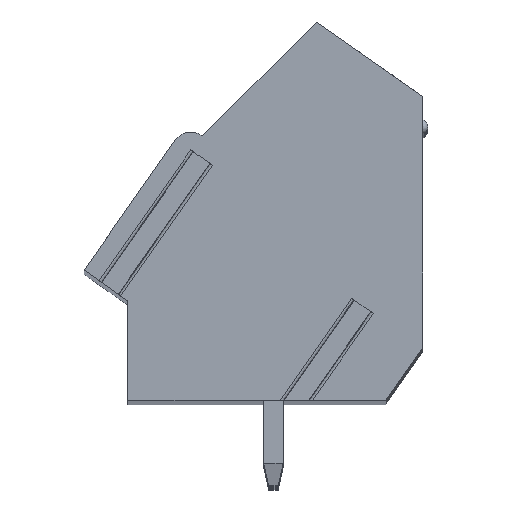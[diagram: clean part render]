
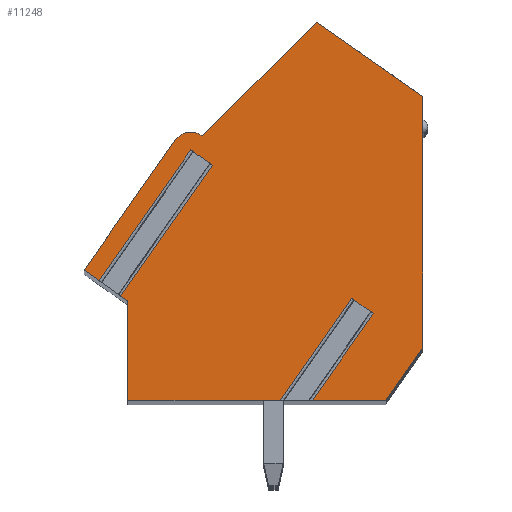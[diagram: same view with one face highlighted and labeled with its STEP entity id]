
A CAD part, top view. The second image highlights one B-rep face of the part: STEP entity #11248.
In plain terms, the highlighted planar face has unit normal (0, 0, 1).
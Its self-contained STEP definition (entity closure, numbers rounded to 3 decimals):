
#14=DIRECTION('',(-0.819,0.574,0.));
#15=VECTOR('',#14,1.085);
#16=CARTESIAN_POINT('',(4.498,-3.239,99.06));
#17=LINE('',#16,#15);
#18=DIRECTION('',(-0.574,-0.819,0.));
#19=VECTOR('',#18,5.115);
#20=CARTESIAN_POINT('',(3.61,-2.616,99.06));
#21=LINE('',#20,#19);
#22=DIRECTION('',(1.,0.,0.));
#23=VECTOR('',#22,6.246);
#24=CARTESIAN_POINT('',(-5.57,-6.807,99.06));
#25=LINE('',#24,#23);
#26=DIRECTION('',(0.,-1.,0.));
#27=VECTOR('',#26,4.087);
#28=CARTESIAN_POINT('',(-5.57,-2.72,99.06));
#29=LINE('',#28,#27);
#30=DIRECTION('',(0.819,-0.574,0.));
#31=VECTOR('',#30,0.355);
#32=CARTESIAN_POINT('',(-5.861,-2.516,99.06));
#33=LINE('',#32,#31);
#34=DIRECTION('',(-0.574,-0.819,0.));
#35=VECTOR('',#34,6.55);
#36=CARTESIAN_POINT('',(-2.104,2.849,99.06));
#37=LINE('',#36,#35);
#38=DIRECTION('',(-0.819,0.574,0.));
#39=VECTOR('',#38,1.085);
#40=CARTESIAN_POINT('',(-2.104,2.849,99.06));
#41=LINE('',#40,#39);
#42=DIRECTION('',(-0.574,-0.819,0.));
#43=VECTOR('',#42,6.55);
#44=CARTESIAN_POINT('',(-2.993,3.471,99.06));
#45=LINE('',#44,#43);
#46=DIRECTION('',(0.819,-0.574,0.));
#47=VECTOR('',#46,0.757);
#48=CARTESIAN_POINT('',(-7.37,-1.46,99.06));
#49=LINE('',#48,#47);
#50=DIRECTION('',(-0.574,-0.819,0.));
#51=VECTOR('',#50,6.486);
#52=CARTESIAN_POINT('',(-3.65,3.853,99.06));
#53=LINE('',#52,#51);
#54=CARTESIAN_POINT('',(-2.986,3.406,99.06));
#55=DIRECTION('',(0.,0.,1.));
#56=DIRECTION('',(0.598,0.802,0.));
#57=AXIS2_PLACEMENT_3D('',#54,#55,#56);
#59=DIRECTION('',(-0.707,-0.707,0.));
#60=VECTOR('',#59,6.609);
#61=CARTESIAN_POINT('',(2.165,8.721,99.06));
#62=LINE('',#61,#60);
#63=DIRECTION('',(-0.819,0.574,0.));
#64=VECTOR('',#63,5.329);
#65=CARTESIAN_POINT('',(6.53,5.664,99.06));
#66=LINE('',#65,#64);
#67=DIRECTION('',(0.,1.,0.));
#68=VECTOR('',#67,10.286);
#69=CARTESIAN_POINT('',(6.53,-4.622,99.06));
#70=LINE('',#69,#68);
#71=DIRECTION('',(0.574,0.819,0.));
#72=VECTOR('',#71,2.667);
#73=CARTESIAN_POINT('',(5.,-6.807,99.06));
#74=LINE('',#73,#72);
#75=DIRECTION('',(1.,0.,0.));
#76=VECTOR('',#75,3.);
#77=CARTESIAN_POINT('',(2.,-6.807,99.06));
#78=LINE('',#77,#76);
#79=DIRECTION('',(-0.574,-0.819,0.));
#80=VECTOR('',#79,4.355);
#81=CARTESIAN_POINT('',(4.498,-3.239,99.06));
#82=LINE('',#81,#80);
#8822=CARTESIAN_POINT('',(-2.508,4.048,99.06));
#8823=CARTESIAN_POINT('',(-3.65,3.853,99.06));
#8824=VERTEX_POINT('',#8822);
#8825=VERTEX_POINT('',#8823);
#8826=CARTESIAN_POINT('',(-7.37,-1.46,99.06));
#8827=VERTEX_POINT('',#8826);
#8828=CARTESIAN_POINT('',(-5.57,-2.72,99.06));
#8829=CARTESIAN_POINT('',(-5.57,-6.807,99.06));
#8830=VERTEX_POINT('',#8828);
#8831=VERTEX_POINT('',#8829);
#8832=CARTESIAN_POINT('',(5.,-6.807,99.06));
#8833=CARTESIAN_POINT('',(6.53,-4.622,99.06));
#8834=VERTEX_POINT('',#8832);
#8835=VERTEX_POINT('',#8833);
#8836=CARTESIAN_POINT('',(6.53,5.664,99.06));
#8837=VERTEX_POINT('',#8836);
#8838=CARTESIAN_POINT('',(2.165,8.721,99.06));
#8839=VERTEX_POINT('',#8838);
#8966=CARTESIAN_POINT('',(-2.104,2.849,99.06));
#8967=CARTESIAN_POINT('',(-2.993,3.471,99.06));
#8968=VERTEX_POINT('',#8966);
#8969=VERTEX_POINT('',#8967);
#8970=CARTESIAN_POINT('',(-5.861,-2.516,
99.06));
#8971=VERTEX_POINT('',#8970);
#8972=CARTESIAN_POINT('',(-6.75,-1.894,
99.06));
#8973=VERTEX_POINT('',#8972);
#9021=CARTESIAN_POINT('',(4.498,-3.239,99.06));
#9022=CARTESIAN_POINT('',(3.61,-2.616,99.06));
#9023=VERTEX_POINT('',#9021);
#9024=VERTEX_POINT('',#9022);
#9025=CARTESIAN_POINT('',(2.,-6.807,99.06));
#9026=VERTEX_POINT('',#9025);
#9027=CARTESIAN_POINT('',(0.676,-6.807,99.06));
#9028=VERTEX_POINT('',#9027);
#11207=CARTESIAN_POINT('',(0.,0.,99.06));
#11208=DIRECTION('',(0.,0.,1.));
#11209=DIRECTION('',(1.,0.,0.));
#11210=AXIS2_PLACEMENT_3D('',#11207,#11208,#11209);
#11211=PLANE('',#11210);
#11213=ORIENTED_EDGE('',*,*,#11212,.T.);
#11215=ORIENTED_EDGE('',*,*,#11214,.T.);
#11217=ORIENTED_EDGE('',*,*,#11216,.F.);
#11219=ORIENTED_EDGE('',*,*,#11218,.F.);
#11221=ORIENTED_EDGE('',*,*,#11220,.F.);
#11223=ORIENTED_EDGE('',*,*,#11222,.F.);
#11225=ORIENTED_EDGE('',*,*,#11224,.T.);
#11227=ORIENTED_EDGE('',*,*,#11226,.T.);
#11229=ORIENTED_EDGE('',*,*,#11228,.F.);
#11231=ORIENTED_EDGE('',*,*,#11230,.F.);
#11233=ORIENTED_EDGE('',*,*,#11232,.F.);
#11235=ORIENTED_EDGE('',*,*,#11234,.F.);
#11237=ORIENTED_EDGE('',*,*,#11236,.F.);
#11239=ORIENTED_EDGE('',*,*,#11238,.F.);
#11241=ORIENTED_EDGE('',*,*,#11240,.F.);
#11243=ORIENTED_EDGE('',*,*,#11242,.F.);
#11245=ORIENTED_EDGE('',*,*,#11244,.F.);
#11246=EDGE_LOOP('',(#11213,#11215,#11217,#11219,#11221,#11223,#11225,#11227,
#11229,#11231,#11233,#11235,#11237,#11239,#11241,#11243,#11245));
#11247=FACE_OUTER_BOUND('',#11246,.F.);
#58=CIRCLE('',#57,0.8);
#11212=EDGE_CURVE('',#9023,#9024,#17,.T.);
#11214=EDGE_CURVE('',#9024,#9028,#21,.T.);
#11216=EDGE_CURVE('',#8831,#9028,#25,.T.);
#11218=EDGE_CURVE('',#8830,#8831,#29,.T.);
#11220=EDGE_CURVE('',#8971,#8830,#33,.T.);
#11222=EDGE_CURVE('',#8968,#8971,#37,.T.);
#11224=EDGE_CURVE('',#8968,#8969,#41,.T.);
#11226=EDGE_CURVE('',#8969,#8973,#45,.T.);
#11228=EDGE_CURVE('',#8827,#8973,#49,.T.);
#11230=EDGE_CURVE('',#8825,#8827,#53,.T.);
#11232=EDGE_CURVE('',#8824,#8825,#58,.T.);
#11234=EDGE_CURVE('',#8839,#8824,#62,.T.);
#11236=EDGE_CURVE('',#8837,#8839,#66,.T.);
#11238=EDGE_CURVE('',#8835,#8837,#70,.T.);
#11240=EDGE_CURVE('',#8834,#8835,#74,.T.);
#11242=EDGE_CURVE('',#9026,#8834,#78,.T.);
#11244=EDGE_CURVE('',#9023,#9026,#82,.T.);
#11248=ADVANCED_FACE('',(#11247),#11211,.T.);
